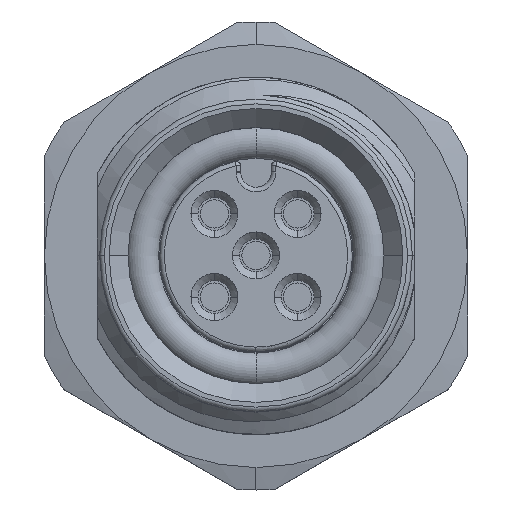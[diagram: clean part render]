
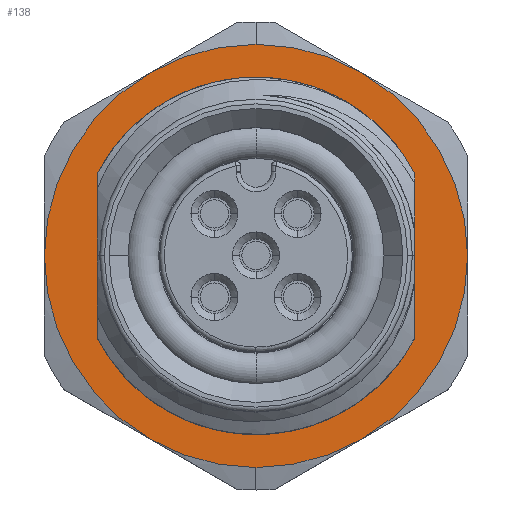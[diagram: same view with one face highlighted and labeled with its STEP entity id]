
A CAD part, top view. The second image highlights one B-rep face of the part: STEP entity #138.
In plain terms, the highlighted planar face has unit normal (0, 0, 1).
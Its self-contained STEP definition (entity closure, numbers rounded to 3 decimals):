
#138=ADVANCED_FACE('',(#466,#467),#468,.T.);
#466=FACE_OUTER_BOUND('',#939,.T.);
#467=FACE_BOUND('',#940,.T.);
#468=PLANE('',#941);
#939=EDGE_LOOP('',(#3157,#3158,#3159,#3160,#3161,#3162,#3163,#3164));
#940=EDGE_LOOP('',(#3165,#3166,#3167,#3168,#3169,#3170,#3171,#3172));
#941=AXIS2_PLACEMENT_3D('',#3173,#3174,#3175);
#3157=ORIENTED_EDGE('',*,*,#4358,.F.);
#3158=ORIENTED_EDGE('',*,*,#4359,.F.);
#3159=ORIENTED_EDGE('',*,*,#4144,.T.);
#3160=ORIENTED_EDGE('',*,*,#4360,.T.);
#3161=ORIENTED_EDGE('',*,*,#4361,.F.);
#3162=ORIENTED_EDGE('',*,*,#4362,.F.);
#3163=ORIENTED_EDGE('',*,*,#4363,.T.);
#3164=ORIENTED_EDGE('',*,*,#4142,.T.);
#3165=ORIENTED_EDGE('',*,*,#4364,.T.);
#3166=ORIENTED_EDGE('',*,*,#4365,.T.);
#3167=ORIENTED_EDGE('',*,*,#4366,.T.);
#3168=ORIENTED_EDGE('',*,*,#4367,.T.);
#3169=ORIENTED_EDGE('',*,*,#4368,.T.);
#3170=ORIENTED_EDGE('',*,*,#4369,.T.);
#3171=ORIENTED_EDGE('',*,*,#4357,.T.);
#3172=ORIENTED_EDGE('',*,*,#4370,.T.);
#3173=CARTESIAN_POINT('',(0.0,0.0,-12.4));
#3174=DIRECTION('',(0.0,0.0,1.0));
#3175=DIRECTION('',(1.0,0.0,0.0));
#4142=EDGE_CURVE('',#4702,#4706,#4708,.T.);
#4144=EDGE_CURVE('',#4712,#4709,#4713,.T.);
#4357=EDGE_CURVE('',#5014,#5067,#5069,.T.);
#4358=EDGE_CURVE('',#5070,#4706,#5071,.T.);
#4359=EDGE_CURVE('',#4712,#5070,#5072,.T.);
#4360=EDGE_CURVE('',#4709,#5073,#5074,.T.);
#4361=EDGE_CURVE('',#5075,#5073,#5076,.T.);
#4362=EDGE_CURVE('',#5077,#5075,#5078,.T.);
#4363=EDGE_CURVE('',#5077,#4702,#5079,.T.);
#4364=EDGE_CURVE('',#5080,#5081,#5082,.T.);
#4365=EDGE_CURVE('',#5081,#5083,#5084,.T.);
#4366=EDGE_CURVE('',#5083,#5085,#5086,.T.);
#4367=EDGE_CURVE('',#5085,#5087,#5088,.T.);
#4368=EDGE_CURVE('',#5087,#5089,#5090,.T.);
#4369=EDGE_CURVE('',#5089,#5014,#5091,.T.);
#4370=EDGE_CURVE('',#5067,#5080,#5092,.T.);
#4702=VERTEX_POINT('',#5620);
#4706=VERTEX_POINT('',#5625);
#4708=CIRCLE('',#5636,9.0);
#4709=VERTEX_POINT('',#5637);
#4712=VERTEX_POINT('',#5641);
#4713=CIRCLE('',#5642,9.0);
#5014=VERTEX_POINT('',#6061);
#5067=VERTEX_POINT('',#6260);
#5069=LINE('',#6263,#6264);
#5070=VERTEX_POINT('',#6265);
#5071=CIRCLE('',#6266,9.0);
#5072=CIRCLE('',#6267,9.0);
#5073=VERTEX_POINT('',#6268);
#5074=CIRCLE('',#6269,9.0);
#5075=VERTEX_POINT('',#6270);
#5076=CIRCLE('',#6271,9.0);
#5077=VERTEX_POINT('',#6272);
#5078=CIRCLE('',#6273,9.0);
#5079=CIRCLE('',#6274,9.0);
#5080=VERTEX_POINT('',#6275);
#5081=VERTEX_POINT('',#6276);
#5082=B_SPLINE_CURVE_WITH_KNOTS('',3,(#6277,#6278,#6279,#6280,#6281,#6282,#6283,#6284,#6285,#6286,#6287,#6288,#6289,#6290,#6291,#6292,#6293,#6294,#6295,#6296,#6297,#6298,#6299,#6300,#6301,#6302,#6303),.UNSPECIFIED.,.F.,.F.,(4,1,1,1,1,1,1,1,1,1,1,1,1,1,1,1,1,1,1,1,1,1,1,1,4),(0.0,0.042,0.083,0.125,0.167,0.208,0.25,0.292,0.333,0.375,0.417,0.458,0.5,0.542,0.583,0.625,0.667,0.708,0.75,0.792,0.833,0.875,0.917,0.958,1.0),.UNSPECIFIED.);
#5083=VERTEX_POINT('',#6304);
#5084=B_SPLINE_CURVE_WITH_KNOTS('',3,(#6305,#6306,#6307,#6308,#6309),.UNSPECIFIED.,.F.,.F.,(4,1,4),(0.0,0.5,1.0),.UNSPECIFIED.);
#5085=VERTEX_POINT('',#6310);
#5086=LINE('',#6311,#6312);
#5087=VERTEX_POINT('',#6313);
#5088=B_SPLINE_CURVE_WITH_KNOTS('',3,(#6314,#6315,#6316,#6317,#6318,#6319,#6320,#6321,#6322,#6323,#6324,#6325,#6326,#6327,#6328,#6329),.UNSPECIFIED.,.F.,.F.,(4,1,1,1,1,1,1,1,1,1,1,1,1,4),(0.0,0.077,0.154,0.231,0.308,0.385,0.462,0.538,0.615,0.692,0.769,0.846,0.923,1.0),.UNSPECIFIED.);
#5089=VERTEX_POINT('',#6330);
#5090=B_SPLINE_CURVE_WITH_KNOTS('',3,(#6331,#6332,#6333,#6334,#6335),.UNSPECIFIED.,.F.,.F.,(4,1,4),(0.0,0.5,1.0),.UNSPECIFIED.);
#5091=B_SPLINE_CURVE_WITH_KNOTS('',3,(#6336,#6337,#6338,#6339,#6340,#6341,#6342,#6343,#6344,#6345,#6346,#6347,#6348,#6349,#6350,#6351,#6352,#6353,#6354,#6355),.UNSPECIFIED.,.F.,.F.,(4,1,1,1,1,1,1,1,1,1,1,1,1,1,1,1,1,4),(0.0,0.059,0.118,0.176,0.235,0.294,0.353,0.412,0.471,0.529,0.588,0.647,0.706,0.765,0.824,0.882,0.941,1.0),.UNSPECIFIED.);
#5092=CIRCLE('',#6356,7.6);
#5620=CARTESIAN_POINT('',(0.,9.0,-12.4));
#5625=CARTESIAN_POINT('',(-4.5,7.794,-12.4));
#5636=AXIS2_PLACEMENT_3D('',#8143,#8144,#8145);
#5637=CARTESIAN_POINT('',(0.,-9.0,-12.4));
#5641=CARTESIAN_POINT('',(-4.5,-7.794,-12.4));
#5642=AXIS2_PLACEMENT_3D('',#8147,#8148,#8149);
#6061=CARTESIAN_POINT('',(-6.75,-3.,-12.4));
#6260=CARTESIAN_POINT('',(-6.75,3.492,-12.4));
#6263=CARTESIAN_POINT('',(-6.75,-3.,-12.4));
#6264=VECTOR('',#8576,6.492);
#6265=CARTESIAN_POINT('',(-9.0,0.0,-12.4));
#6266=AXIS2_PLACEMENT_3D('',#8577,#8578,#8579);
#6267=AXIS2_PLACEMENT_3D('',#8580,#8581,#8582);
#6268=CARTESIAN_POINT('',(4.5,-7.794,-12.4));
#6269=AXIS2_PLACEMENT_3D('',#8583,#8584,#8585);
#6270=CARTESIAN_POINT('',(9.0,0.0,-12.4));
#6271=AXIS2_PLACEMENT_3D('',#8586,#8587,#8588);
#6272=CARTESIAN_POINT('',(4.5,7.794,-12.4));
#6273=AXIS2_PLACEMENT_3D('',#8589,#8590,#8591);
#6274=AXIS2_PLACEMENT_3D('',#8592,#8593,#8594);
#6275=CARTESIAN_POINT('',(-4.627,6.029,-12.4));
#6276=CARTESIAN_POINT('',(6.604,1.769,-12.4));
#6277=CARTESIAN_POINT('',(-4.627,6.029,-12.4));
#6278=CARTESIAN_POINT('',(-4.458,6.146,-12.4));
#6279=CARTESIAN_POINT('',(-4.112,6.364,-12.4));
#6280=CARTESIAN_POINT('',(-3.569,6.648,-12.4));
#6281=CARTESIAN_POINT('',(-3.008,6.886,-12.4));
#6282=CARTESIAN_POINT('',(-2.429,7.077,-12.4));
#6283=CARTESIAN_POINT('',(-1.841,7.22,-12.4));
#6284=CARTESIAN_POINT('',(-1.243,7.314,-12.4));
#6285=CARTESIAN_POINT('',(-0.642,7.36,-12.4));
#6286=CARTESIAN_POINT('',(-0.041,7.356,-12.4));
#6287=CARTESIAN_POINT('',(0.556,7.303,-12.4));
#6288=CARTESIAN_POINT('',(1.143,7.202,-12.4));
#6289=CARTESIAN_POINT('',(1.721,7.054,-12.4));
#6290=CARTESIAN_POINT('',(2.28,6.86,-12.4));
#6291=CARTESIAN_POINT('',(2.821,6.621,-12.4));
#6292=CARTESIAN_POINT('',(3.339,6.34,-12.4));
#6293=CARTESIAN_POINT('',(3.829,6.018,-12.4));
#6294=CARTESIAN_POINT('',(4.292,5.658,-12.4));
#6295=CARTESIAN_POINT('',(4.72,5.263,-12.4));
#6296=CARTESIAN_POINT('',(5.114,4.835,-12.4));
#6297=CARTESIAN_POINT('',(5.469,4.378,-12.4));
#6298=CARTESIAN_POINT('',(5.784,3.895,-12.4));
#6299=CARTESIAN_POINT('',(6.058,3.388,-12.4));
#6300=CARTESIAN_POINT('',(6.288,2.864,-12.4));
#6301=CARTESIAN_POINT('',(6.473,2.322,-12.4));
#6302=CARTESIAN_POINT('',(6.565,1.955,-12.4));
#6303=CARTESIAN_POINT('',(6.604,1.769,-12.4));
#6304=CARTESIAN_POINT('',(6.75,1.086,-12.4));
#6305=CARTESIAN_POINT('',(6.604,1.769,-12.4));
#6306=CARTESIAN_POINT('',(6.634,1.657,-12.4));
#6307=CARTESIAN_POINT('',(6.689,1.431,-12.4));
#6308=CARTESIAN_POINT('',(6.731,1.201,-12.4));
#6309=CARTESIAN_POINT('',(6.75,1.086,-12.4));
#6310=CARTESIAN_POINT('',(6.75,-1.086,-12.4));
#6311=CARTESIAN_POINT('',(6.75,1.086,-12.4));
#6312=VECTOR('',#8595,2.172);
#6313=CARTESIAN_POINT('',(2.622,-6.314,-12.4));
#6314=CARTESIAN_POINT('',(6.75,-1.086,-12.4));
#6315=CARTESIAN_POINT('',(6.722,-1.263,-12.4));
#6316=CARTESIAN_POINT('',(6.651,-1.612,-12.4));
#6317=CARTESIAN_POINT('',(6.505,-2.128,-12.4));
#6318=CARTESIAN_POINT('',(6.319,-2.629,-12.4));
#6319=CARTESIAN_POINT('',(6.093,-3.116,-12.4));
#6320=CARTESIAN_POINT('',(5.831,-3.583,-12.4));
#6321=CARTESIAN_POINT('',(5.533,-4.027,-12.4));
#6322=CARTESIAN_POINT('',(5.201,-4.448,-12.4));
#6323=CARTESIAN_POINT('',(4.838,-4.841,-12.4));
#6324=CARTESIAN_POINT('',(4.444,-5.204,-12.4));
#6325=CARTESIAN_POINT('',(4.023,-5.536,-12.4));
#6326=CARTESIAN_POINT('',(3.579,-5.834,-12.4));
#6327=CARTESIAN_POINT('',(3.111,-6.096,-12.4));
#6328=CARTESIAN_POINT('',(2.787,-6.245,-12.4));
#6329=CARTESIAN_POINT('',(2.622,-6.314,-12.4));
#6330=CARTESIAN_POINT('',(1.769,-6.604,-12.4));
#6331=CARTESIAN_POINT('',(2.622,-6.314,-12.4));
#6332=CARTESIAN_POINT('',(2.483,-6.372,-12.4));
#6333=CARTESIAN_POINT('',(2.202,-6.478,-12.4));
#6334=CARTESIAN_POINT('',(1.915,-6.565,-12.4));
#6335=CARTESIAN_POINT('',(1.769,-6.604,-12.4));
#6336=CARTESIAN_POINT('',(1.769,-6.604,-12.4));
#6337=CARTESIAN_POINT('',(1.587,-6.664,-12.4));
#6338=CARTESIAN_POINT('',(1.217,-6.769,-12.4));
#6339=CARTESIAN_POINT('',(0.646,-6.88,-12.4));
#6340=CARTESIAN_POINT('',(0.068,-6.943,-12.4));
#6341=CARTESIAN_POINT('',(-0.514,-6.956,-12.4));
#6342=CARTESIAN_POINT('',(-1.098,-6.921,-12.4));
#6343=CARTESIAN_POINT('',(-1.678,-6.837,-12.4));
#6344=CARTESIAN_POINT('',(-2.252,-6.705,-12.4));
#6345=CARTESIAN_POINT('',(-2.815,-6.524,-12.4));
#6346=CARTESIAN_POINT('',(-3.362,-6.296,-12.4));
#6347=CARTESIAN_POINT('',(-3.891,-6.022,-12.4));
#6348=CARTESIAN_POINT('',(-4.395,-5.705,-12.4));
#6349=CARTESIAN_POINT('',(-4.875,-5.345,-12.4));
#6350=CARTESIAN_POINT('',(-5.324,-4.946,-12.4));
#6351=CARTESIAN_POINT('',(-5.739,-4.509,-12.4));
#6352=CARTESIAN_POINT('',(-6.119,-4.037,-12.4));
#6353=CARTESIAN_POINT('',(-6.459,-3.535,-12.4));
#6354=CARTESIAN_POINT('',(-6.658,-3.182,-12.4));
#6355=CARTESIAN_POINT('',(-6.75,-3.,-12.4));
#6356=AXIS2_PLACEMENT_3D('',#8596,#8597,#8598);
#8143=CARTESIAN_POINT('',(0.0,0.0,-12.4));
#8144=DIRECTION('',(0.0,-0.0,1.0));
#8145=DIRECTION('',(0.5,0.866,0.0));
#8147=CARTESIAN_POINT('',(0.0,0.0,-12.4));
#8148=DIRECTION('',(0.0,0.0,1.0));
#8149=DIRECTION('',(-0.5,-0.866,0.0));
#8576=DIRECTION('',(0.0,1.0,0.0));
#8577=CARTESIAN_POINT('',(0.0,0.0,-12.4));
#8578=DIRECTION('',(0.0,0.0,-1.0));
#8579=DIRECTION('',(-1.0,0.0,0.0));
#8580=CARTESIAN_POINT('',(0.0,0.0,-12.4));
#8581=DIRECTION('',(-0.0,0.0,-1.0));
#8582=DIRECTION('',(-0.5,-0.866,0.0));
#8583=CARTESIAN_POINT('',(0.0,0.0,-12.4));
#8584=DIRECTION('',(0.0,0.0,1.0));
#8585=DIRECTION('',(-0.5,-0.866,0.0));
#8586=CARTESIAN_POINT('',(0.0,0.0,-12.4));
#8587=DIRECTION('',(0.0,0.0,-1.0));
#8588=DIRECTION('',(1.0,0.0,0.0));
#8589=CARTESIAN_POINT('',(0.0,0.0,-12.4));
#8590=DIRECTION('',(0.0,0.0,-1.0));
#8591=DIRECTION('',(0.5,0.866,0.0));
#8592=CARTESIAN_POINT('',(0.0,0.0,-12.4));
#8593=DIRECTION('',(0.0,-0.0,1.0));
#8594=DIRECTION('',(0.5,0.866,0.0));
#8595=DIRECTION('',(0.0,-1.0,0.0));
#8596=CARTESIAN_POINT('',(0.0,0.0,-12.4));
#8597=DIRECTION('',(0.0,0.0,-1.0));
#8598=DIRECTION('',(-0.888,0.46,0.0));
